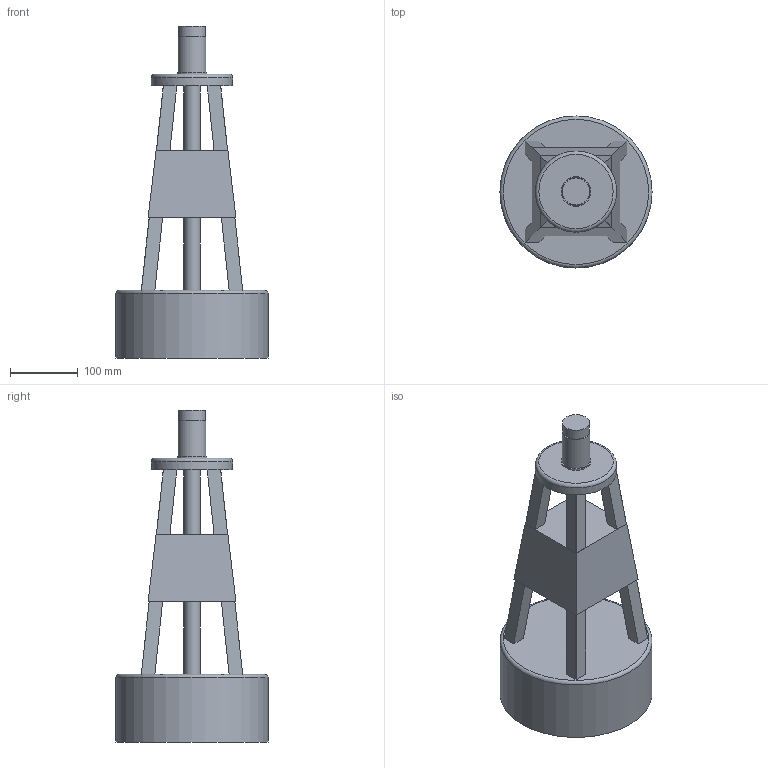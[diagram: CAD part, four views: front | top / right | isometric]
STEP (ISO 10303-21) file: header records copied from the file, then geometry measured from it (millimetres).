
FILE_DESCRIPTION(/* description */ ('','CAx-IF Rec.Pracs.---Representation and Presentation of Product Manufacturing Information (PMI)---4.0---2014-10-13'),/* implementation_level */ '2;1');
FILE_NAME(/* name */ 'Starboard Bifurcation Buoy v3.step',/* time_stamp */ '2024-12-29T21:42:14+08:00',/* author */ (''),/* organization */ (''),/* preprocessor_version */ 'ST-DEVELOPER v20',/* originating_system */ 'Autodesk Translation Framework v13.20.0.188',/* authorisation */ '');
FILE_SCHEMA (('AP242_MANAGED_MODEL_BASED_3D_ENGINEERING_MIM_LF { 1 0 10303 442 1 1 4 }'));
Length unit declared in the file: metre
Products named in the file (1): Starboard Bifurcation Buoy v1
Bounding box: 225 x 225 x 491.25 mm (x, y, z)
Volume: 6085762.6 mm3; surface area: 334699.9 mm2
Topology: 1 solids, 1 shells, 62 faces, 163 edges, 106 vertices
Faces by surface type: plane 45, bspline 8, cylinder 7, torus 2
Full cylindrical faces by diameter (mm): 25 x2, 40 x1, 41.25 x1, 43.75 x1, 120 x1, 225 x1
Entity records: 2103 total; most frequent: CARTESIAN_POINT 472, ORIENTED_EDGE 326, DIRECTION 301, EDGE_CURVE 163, LINE 127, VECTOR 127, VERTEX_POINT 106, AXIS2_PLACEMENT_3D 87
